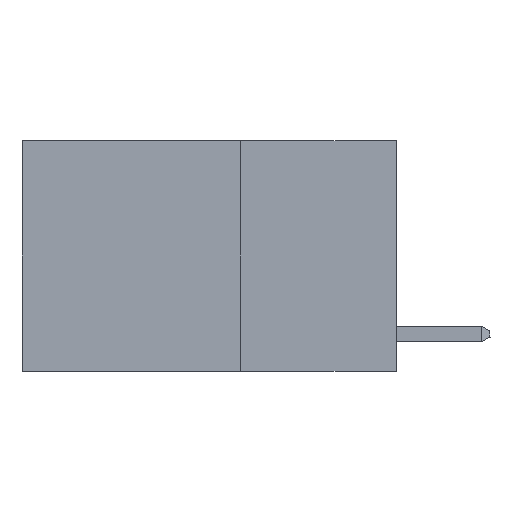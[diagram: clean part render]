
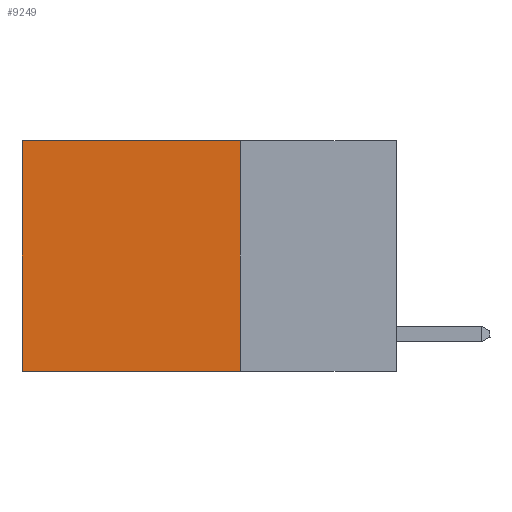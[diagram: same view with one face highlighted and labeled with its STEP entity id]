
A CAD part, left-side view. The second image highlights one B-rep face of the part: STEP entity #9249.
In plain terms, the highlighted planar face has unit normal (-1, 0, 0).
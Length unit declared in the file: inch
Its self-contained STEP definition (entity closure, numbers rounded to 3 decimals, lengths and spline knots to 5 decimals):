
#41 = EDGE_LOOP ( 'NONE', ( #4427, #7372, #6884, #3497 ) ) ;
#74 = VERTEX_POINT ( 'NONE', #1774 ) ;
#546 = LINE ( 'NONE', #3732, #3623 ) ;
#595 = CARTESIAN_POINT ( 'NONE',  ( 0.2625, 0.25, 0. ) ) ;
#863 = VERTEX_POINT ( 'NONE', #8033 ) ;
#867 = EDGE_CURVE ( 'NONE', #863, #3980, #3985, .T. ) ;
#1194 = LINE ( 'NONE', #1300, #1480 ) ;
#1300 = CARTESIAN_POINT ( 'NONE',  ( 0.2625, 0.25, -0.37 ) ) ;
#1480 = VECTOR ( 'NONE', #9129, 39.37008 ) ;
#1774 = CARTESIAN_POINT ( 'NONE',  ( 0.2625, 0.6, -0.37 ) ) ;
#1880 = EDGE_CURVE ( 'NONE', #863, #6053, #546, .T. ) ;
#2040 = AXIS2_PLACEMENT_3D ( 'NONE', #595, #10030, #3677 ) ;
#2922 = EDGE_CURVE ( 'NONE', #3980, #74, #5976, .T. ) ;
#3065 = EDGE_CURVE ( 'NONE', #6053, #74, #1194, .T. ) ;
#3215 = VECTOR ( 'NONE', #7934, 39.37008 ) ;
#3476 = VECTOR ( 'NONE', #3683, 39.37008 ) ;
#3497 = ORIENTED_EDGE ( 'NONE', *, *, #867, .T. ) ;
#3623 = VECTOR ( 'NONE', #5979, 39.37008 ) ;
#3677 = DIRECTION ( 'NONE',  ( 0., 0., -1. ) ) ;
#3683 = DIRECTION ( 'NONE',  ( 0., 0., -1. ) ) ;
#3732 = CARTESIAN_POINT ( 'NONE',  ( 0.2625, 0.25, 0. ) ) ;
#3980 = VERTEX_POINT ( 'NONE', #7509 ) ;
#3985 = LINE ( 'NONE', #4129, #3215 ) ;
#4129 = CARTESIAN_POINT ( 'NONE',  ( 0.2625, 0.25, 0. ) ) ;
#4427 = ORIENTED_EDGE ( 'NONE', *, *, #2922, .T. ) ;
#4464 = FACE_OUTER_BOUND ( 'NONE', #41, .T. ) ;
#5240 = CARTESIAN_POINT ( 'NONE',  ( 0.2625, 0.6, 0. ) ) ;
#5976 = LINE ( 'NONE', #5240, #3476 ) ;
#5979 = DIRECTION ( 'NONE',  ( 0., 0., -1. ) ) ;
#6053 = VERTEX_POINT ( 'NONE', #9710 ) ;
#6884 = ORIENTED_EDGE ( 'NONE', *, *, #1880, .F. ) ;
#7372 = ORIENTED_EDGE ( 'NONE', *, *, #3065, .F. ) ;
#7509 = CARTESIAN_POINT ( 'NONE',  ( 0.2625, 0.6, 0. ) ) ;
#7590 = PLANE ( 'NONE',  #2040 ) ;
#7934 = DIRECTION ( 'NONE',  ( 0., 1., 0. ) ) ;
#8033 = CARTESIAN_POINT ( 'NONE',  ( 0.2625, 0.25, 0. ) ) ;
#9129 = DIRECTION ( 'NONE',  ( 0., 1., 0. ) ) ;
#9249 = ADVANCED_FACE ( 'NONE', ( #4464 ), #7590, .F. ) ;
#9710 = CARTESIAN_POINT ( 'NONE',  ( 0.2625, 0.25, -0.37 ) ) ;
#10030 = DIRECTION ( 'NONE',  ( 1., 0., 0. ) ) ;
